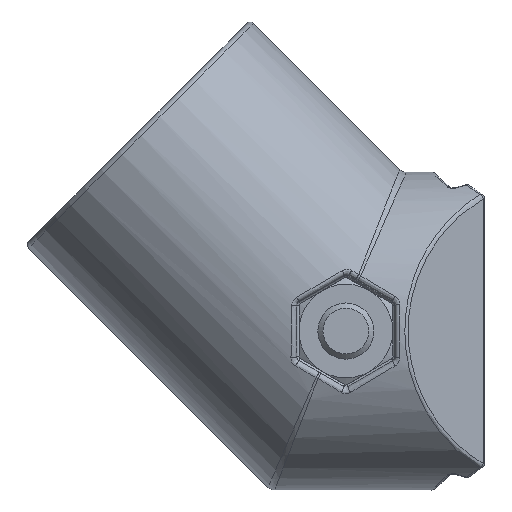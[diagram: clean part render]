
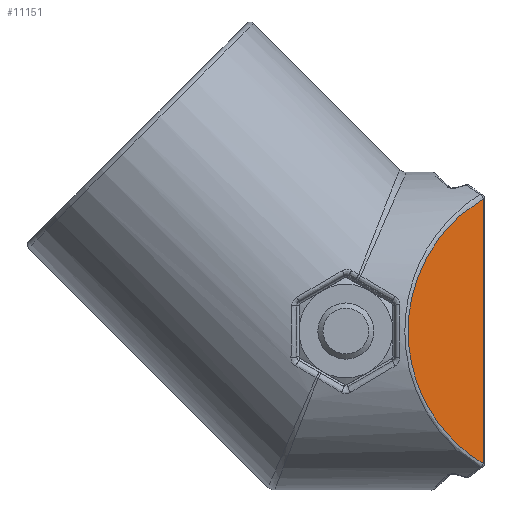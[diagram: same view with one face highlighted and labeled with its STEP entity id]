
A CAD part, left-side view. The second image highlights one B-rep face of the part: STEP entity #11151.
In plain terms, the highlighted face is planar.
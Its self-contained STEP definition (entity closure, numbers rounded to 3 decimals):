
#191=PLANE('',#12428);
#861=LINE('',#26299,#1366);
#1366=VECTOR('',#15099,1000.);
#1893=ELLIPSE('',#12429,23.335,16.5);
#2454=FACE_OUTER_BOUND('',#3230,.T.);
#3230=EDGE_LOOP('',(#8970,#8971));
#4972=VERTEX_POINT('',#24240);
#5149=VERTEX_POINT('',#26298);
#6487=EDGE_CURVE('',#5149,#4972,#861,.T.);
#6488=EDGE_CURVE('',#4972,#5149,#1893,.T.);
#8970=ORIENTED_EDGE('',*,*,#6487,.T.);
#8971=ORIENTED_EDGE('',*,*,#6488,.T.);
#11151=ADVANCED_FACE('',(#2454),#191,.F.);
#12428=AXIS2_PLACEMENT_3D('',#26297,#15097,#15098);
#12429=AXIS2_PLACEMENT_3D('',#26300,#15100,#15101);
#15097=DIRECTION('center_axis',(0.,-0.707,
-0.707));
#15098=DIRECTION('ref_axis',(0.,0.707,-0.707));
#15099=DIRECTION('',(1.,0.,0.));
#15100=DIRECTION('center_axis',(0.,0.707,
0.707));
#15101=DIRECTION('ref_axis',(0.,-0.707,0.707));
#24240=CARTESIAN_POINT('',(14.15,8.34,-0.34));
#26297=CARTESIAN_POINT('Origin',(-16.993,16.5,-8.5));
#26298=CARTESIAN_POINT('',(-14.15,8.34,-0.34));
#26299=CARTESIAN_POINT('',(-16.993,8.34,-0.34));
#26300=CARTESIAN_POINT('Origin',(0.,-0.146,
8.146));
